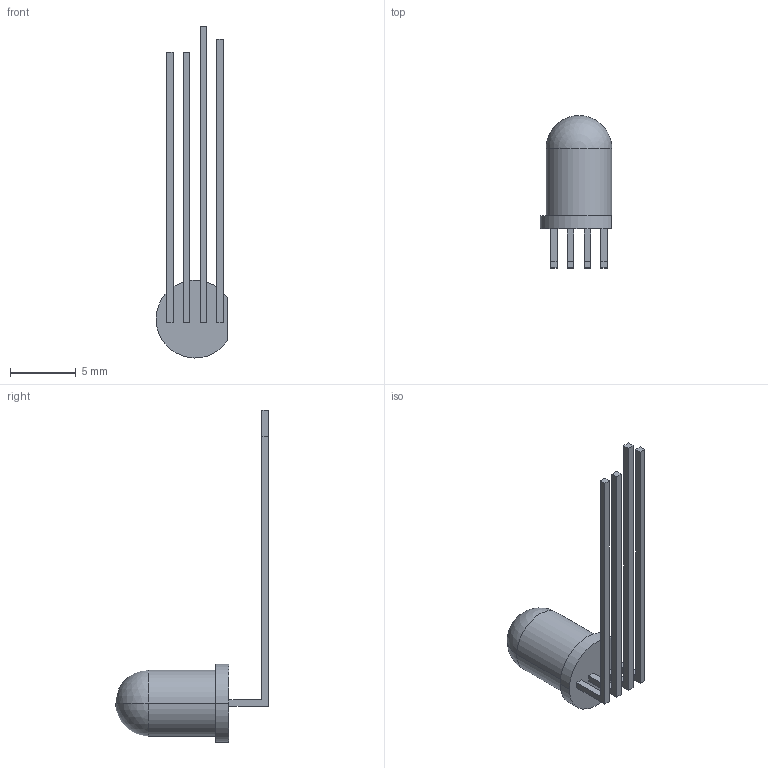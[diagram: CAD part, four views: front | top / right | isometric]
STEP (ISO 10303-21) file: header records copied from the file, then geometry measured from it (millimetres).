
FILE_DESCRIPTION (( 'STEP AP203' ), '1' );
FILE_NAME ('339-9SURSYGUYW-S1183.STEP', '2013-09-12T05:09:20', ( 'User' ), ( 'Everlight' ), 'SwSTEP 2.0', 'SolidWorks 2010', '' );
FILE_SCHEMA (( 'CONFIG_CONTROL_DESIGN' ));
Length unit declared in the file: millimetre
Products named in the file (1): 339-9SURSYGUYW-S1183
Bounding box: 5.45 x 11.6 x 25.2 mm (x, y, z)
Volume: 183 mm3; surface area: 360.9 mm2
Topology: 1 solids, 1 shells, 37 faces, 94 edges, 61 vertices
Faces by surface type: plane 31, cylinder 4, sphere 2
Entity records: 1147 total; most frequent: CARTESIAN_POINT 187, ORIENTED_EDGE 180, DIRECTION 176, EDGE_CURVE 90, VECTOR 80, LINE 80, VERTEX_POINT 59, AXIS2_PLACEMENT_3D 48
